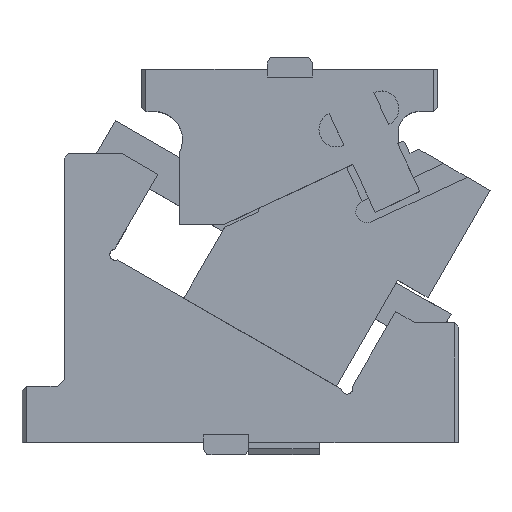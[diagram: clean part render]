
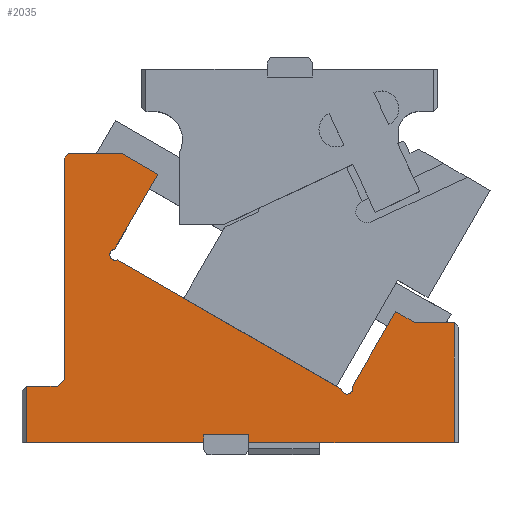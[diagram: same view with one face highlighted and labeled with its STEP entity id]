
A CAD part, top view. The second image highlights one B-rep face of the part: STEP entity #2035.
In plain terms, the highlighted planar face has unit normal (0, 0, 1).
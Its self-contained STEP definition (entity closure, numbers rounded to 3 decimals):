
#129=CARTESIAN_POINT('Vertex',(234.628,39.869,40.)) ;
#132=CARTESIAN_POINT('Line Origine',(249.972,66.446,40.)) ;
#136=CARTESIAN_POINT('Vertex',(265.317,93.023,40.)) ;
#160=CARTESIAN_POINT('Axis2P3D Location',(230.902,38.415,40.)) ;
#164=CARTESIAN_POINT('Vertex',(234.902,38.415,40.)) ;
#202=CARTESIAN_POINT('Vertex',(226.947,37.811,40.)) ;
#205=CARTESIAN_POINT('Axis2P3D Location',(230.902,38.415,40.)) ;
#233=CARTESIAN_POINT('Vertex',(67.811,129.688,40.)) ;
#236=CARTESIAN_POINT('Line Origine',(147.379,83.75,40.)) ;
#257=CARTESIAN_POINT('Vertex',(62.357,133.415,40.)) ;
#262=CARTESIAN_POINT('Axis2P3D Location',(66.357,133.415,40.)) ;
#284=CARTESIAN_POINT('Axis2P3D Location',(66.357,133.415,40.)) ;
#288=CARTESIAN_POINT('Vertex',(65.753,137.369,40.)) ;
#328=CARTESIAN_POINT('Vertex',(96.442,190.523,40.)) ;
#331=CARTESIAN_POINT('Line Origine',(81.097,163.946,40.)) ;
#441=CARTESIAN_POINT('Vertex',(33.,205.,40.)) ;
#444=CARTESIAN_POINT('Line Origine',(52.184,205.,40.)) ;
#448=CARTESIAN_POINT('Vertex',(71.367,205.,40.)) ;
#483=CARTESIAN_POINT('Vertex',(30.,202.,40.)) ;
#486=CARTESIAN_POINT('Line Origine',(31.5,203.5,40.)) ;
#514=CARTESIAN_POINT('Vertex',(30.,45.,40.)) ;
#517=CARTESIAN_POINT('Line Origine',(30.,123.5,40.)) ;
#559=CARTESIAN_POINT('Vertex',(25.,40.,40.)) ;
#562=CARTESIAN_POINT('Line Origine',(27.5,42.5,40.)) ;
#611=CARTESIAN_POINT('Vertex',(3.,40.,40.)) ;
#614=CARTESIAN_POINT('Line Origine',(14.,40.,40.)) ;
#812=CARTESIAN_POINT('Vertex',(279.213,85.,40.)) ;
#815=CARTESIAN_POINT('Line Origine',(293.107,85.,40.)) ;
#819=CARTESIAN_POINT('Vertex',(307.,85.,40.)) ;
#1006=CARTESIAN_POINT('Line Origine',(272.265,89.012,40.)) ;
#1023=CARTESIAN_POINT('Line Origine',(83.904,197.762,40.)) ;
#1157=CARTESIAN_POINT('Vertex',(3.,0.,40.)) ;
#1160=CARTESIAN_POINT('Line Origine',(3.,20.,40.)) ;
#1185=CARTESIAN_POINT('Vertex',(129.,5.5,40.)) ;
#1188=CARTESIAN_POINT('Line Origine',(129.,2.75,40.)) ;
#1192=CARTESIAN_POINT('Vertex',(129.,0.,40.)) ;
#1536=CARTESIAN_POINT('Vertex',(161.,5.5,40.)) ;
#1539=CARTESIAN_POINT('Line Origine',(145.,5.5,40.)) ;
#1982=CARTESIAN_POINT('Axis2P3D Location',(66.357,133.415,40.)) ;
#1987=CARTESIAN_POINT('Line Origine',(234.,0.,40.)) ;
#1991=CARTESIAN_POINT('Vertex',(161.,0.,40.)) ;
#1993=CARTESIAN_POINT('Vertex',(307.,0.,40.)) ;
#1996=CARTESIAN_POINT('Line Origine',(307.,42.5,40.)) ;
#2001=CARTESIAN_POINT('Line Origine',(66.,0.,40.)) ;
#2006=CARTESIAN_POINT('Line Origine',(161.,2.75,40.)) ;
#133=DIRECTION('Vector Direction',(0.5,0.866,0.)) ;
#161=DIRECTION('Axis2P3D Direction',(0.,0.,-1.)) ;
#206=DIRECTION('Axis2P3D Direction',(-0.,0.,-1.)) ;
#237=DIRECTION('Vector Direction',(0.866,-0.5,0.)) ;
#263=DIRECTION('Axis2P3D Direction',(-0.,0.,-1.)) ;
#285=DIRECTION('Axis2P3D Direction',(0.,0.,-1.)) ;
#332=DIRECTION('Vector Direction',(-0.5,-0.866,0.)) ;
#445=DIRECTION('Vector Direction',(1.,0.,0.)) ;
#487=DIRECTION('Vector Direction',(0.707,0.707,0.)) ;
#518=DIRECTION('Vector Direction',(0.,1.,0.)) ;
#563=DIRECTION('Vector Direction',(-0.707,-0.707,0.)) ;
#615=DIRECTION('Vector Direction',(1.,0.,0.)) ;
#816=DIRECTION('Vector Direction',(1.,0.,0.)) ;
#1007=DIRECTION('Vector Direction',(0.866,-0.5,0.)) ;
#1024=DIRECTION('Vector Direction',(0.866,-0.5,0.)) ;
#1161=DIRECTION('Vector Direction',(0.,-1.,0.)) ;
#1189=DIRECTION('Vector Direction',(0.,1.,0.)) ;
#1540=DIRECTION('Vector Direction',(1.,0.,0.)) ;
#1983=DIRECTION('Axis2P3D Direction',(0.,0.,1.)) ;
#1984=DIRECTION('Axis2P3D XDirection',(1.,0.,-0.)) ;
#1988=DIRECTION('Vector Direction',(1.,0.,0.)) ;
#1997=DIRECTION('Vector Direction',(0.,1.,0.)) ;
#2002=DIRECTION('Vector Direction',(1.,0.,0.)) ;
#2007=DIRECTION('Vector Direction',(0.,-1.,0.)) ;
#162=AXIS2_PLACEMENT_3D('Circle Axis2P3D',#160,#161,$) ;
#207=AXIS2_PLACEMENT_3D('Circle Axis2P3D',#205,#206,$) ;
#264=AXIS2_PLACEMENT_3D('Circle Axis2P3D',#262,#263,$) ;
#286=AXIS2_PLACEMENT_3D('Circle Axis2P3D',#284,#285,$) ;
#1985=AXIS2_PLACEMENT_3D('Plane Axis2P3D',#1982,#1983,#1984) ;
#2012=ORIENTED_EDGE('',*,*,#1995,.T.) ;
#2013=ORIENTED_EDGE('',*,*,#2000,.T.) ;
#2014=ORIENTED_EDGE('',*,*,#821,.F.) ;
#2015=ORIENTED_EDGE('',*,*,#1010,.F.) ;
#2016=ORIENTED_EDGE('',*,*,#138,.F.) ;
#2017=ORIENTED_EDGE('',*,*,#166,.F.) ;
#2018=ORIENTED_EDGE('',*,*,#209,.F.) ;
#2019=ORIENTED_EDGE('',*,*,#240,.F.) ;
#2020=ORIENTED_EDGE('',*,*,#266,.F.) ;
#2021=ORIENTED_EDGE('',*,*,#290,.F.) ;
#2022=ORIENTED_EDGE('',*,*,#335,.F.) ;
#2023=ORIENTED_EDGE('',*,*,#1027,.F.) ;
#2024=ORIENTED_EDGE('',*,*,#450,.F.) ;
#2025=ORIENTED_EDGE('',*,*,#490,.F.) ;
#2026=ORIENTED_EDGE('',*,*,#521,.F.) ;
#2027=ORIENTED_EDGE('',*,*,#566,.T.) ;
#2028=ORIENTED_EDGE('',*,*,#618,.F.) ;
#2029=ORIENTED_EDGE('',*,*,#1164,.T.) ;
#2030=ORIENTED_EDGE('',*,*,#2005,.T.) ;
#2031=ORIENTED_EDGE('',*,*,#1194,.T.) ;
#2032=ORIENTED_EDGE('',*,*,#1543,.T.) ;
#2033=ORIENTED_EDGE('',*,*,#2010,.T.) ;
#134=VECTOR('Line Direction',#133,1.) ;
#238=VECTOR('Line Direction',#237,1.) ;
#333=VECTOR('Line Direction',#332,1.) ;
#446=VECTOR('Line Direction',#445,1.) ;
#488=VECTOR('Line Direction',#487,1.) ;
#519=VECTOR('Line Direction',#518,1.) ;
#564=VECTOR('Line Direction',#563,1.) ;
#616=VECTOR('Line Direction',#615,1.) ;
#817=VECTOR('Line Direction',#816,1.) ;
#1008=VECTOR('Line Direction',#1007,1.) ;
#1025=VECTOR('Line Direction',#1024,1.) ;
#1162=VECTOR('Line Direction',#1161,1.) ;
#1190=VECTOR('Line Direction',#1189,1.) ;
#1541=VECTOR('Line Direction',#1540,1.) ;
#1989=VECTOR('Line Direction',#1988,1.) ;
#1998=VECTOR('Line Direction',#1997,1.) ;
#2003=VECTOR('Line Direction',#2002,1.) ;
#2008=VECTOR('Line Direction',#2007,1.) ;
#2035=ADVANCED_FACE('CAM HOLDER',(#2034),#1986,.T.) ;
#163=CIRCLE('generated circle',#162,4.) ;
#208=CIRCLE('generated circle',#207,4.) ;
#265=CIRCLE('generated circle',#264,4.) ;
#287=CIRCLE('generated circle',#286,4.) ;
#138=EDGE_CURVE('',#130,#137,#135,.T.) ;
#166=EDGE_CURVE('',#165,#130,#163,.F.) ;
#209=EDGE_CURVE('',#203,#165,#208,.F.) ;
#240=EDGE_CURVE('',#234,#203,#239,.T.) ;
#266=EDGE_CURVE('',#258,#234,#265,.F.) ;
#290=EDGE_CURVE('',#289,#258,#287,.F.) ;
#335=EDGE_CURVE('',#329,#289,#334,.T.) ;
#450=EDGE_CURVE('',#442,#449,#447,.T.) ;
#490=EDGE_CURVE('',#484,#442,#489,.T.) ;
#521=EDGE_CURVE('',#515,#484,#520,.T.) ;
#566=EDGE_CURVE('',#515,#560,#565,.T.) ;
#618=EDGE_CURVE('',#612,#560,#617,.T.) ;
#821=EDGE_CURVE('',#813,#820,#818,.T.) ;
#1010=EDGE_CURVE('',#137,#813,#1009,.T.) ;
#1027=EDGE_CURVE('',#449,#329,#1026,.T.) ;
#1164=EDGE_CURVE('',#612,#1158,#1163,.T.) ;
#1194=EDGE_CURVE('',#1193,#1186,#1191,.T.) ;
#1543=EDGE_CURVE('',#1186,#1537,#1542,.T.) ;
#1995=EDGE_CURVE('',#1992,#1994,#1990,.T.) ;
#2000=EDGE_CURVE('',#1994,#820,#1999,.T.) ;
#2005=EDGE_CURVE('',#1158,#1193,#2004,.T.) ;
#2010=EDGE_CURVE('',#1537,#1992,#2009,.T.) ;
#2011=EDGE_LOOP('',(#2012,#2013,#2014,#2015,#2016,#2017,#2018,#2019,#2020,#2021,#2022,#2023,#2024,#2025,#2026,#2027,#2028,#2029,#2030,#2031,#2032,#2033)) ;
#2034=FACE_OUTER_BOUND('',#2011,.T.) ;
#135=LINE('Line',#132,#134) ;
#239=LINE('Line',#236,#238) ;
#334=LINE('Line',#331,#333) ;
#447=LINE('Line',#444,#446) ;
#489=LINE('Line',#486,#488) ;
#520=LINE('Line',#517,#519) ;
#565=LINE('Line',#562,#564) ;
#617=LINE('Line',#614,#616) ;
#818=LINE('Line',#815,#817) ;
#1009=LINE('Line',#1006,#1008) ;
#1026=LINE('Line',#1023,#1025) ;
#1163=LINE('Line',#1160,#1162) ;
#1191=LINE('Line',#1188,#1190) ;
#1542=LINE('Line',#1539,#1541) ;
#1990=LINE('Line',#1987,#1989) ;
#1999=LINE('Line',#1996,#1998) ;
#2004=LINE('Line',#2001,#2003) ;
#2009=LINE('Line',#2006,#2008) ;
#1986=PLANE('Plane',#1985) ;
#130=VERTEX_POINT('',#129) ;
#137=VERTEX_POINT('',#136) ;
#165=VERTEX_POINT('',#164) ;
#203=VERTEX_POINT('',#202) ;
#234=VERTEX_POINT('',#233) ;
#258=VERTEX_POINT('',#257) ;
#289=VERTEX_POINT('',#288) ;
#329=VERTEX_POINT('',#328) ;
#442=VERTEX_POINT('',#441) ;
#449=VERTEX_POINT('',#448) ;
#484=VERTEX_POINT('',#483) ;
#515=VERTEX_POINT('',#514) ;
#560=VERTEX_POINT('',#559) ;
#612=VERTEX_POINT('',#611) ;
#813=VERTEX_POINT('',#812) ;
#820=VERTEX_POINT('',#819) ;
#1158=VERTEX_POINT('',#1157) ;
#1186=VERTEX_POINT('',#1185) ;
#1193=VERTEX_POINT('',#1192) ;
#1537=VERTEX_POINT('',#1536) ;
#1992=VERTEX_POINT('',#1991) ;
#1994=VERTEX_POINT('',#1993) ;
